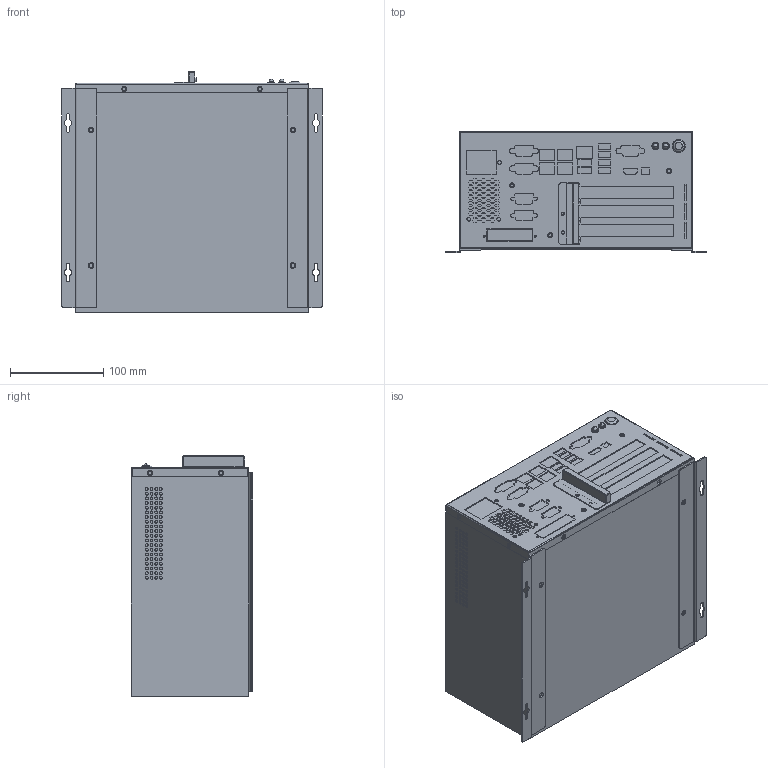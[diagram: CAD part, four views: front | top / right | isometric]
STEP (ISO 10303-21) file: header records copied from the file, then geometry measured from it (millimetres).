
FILE_DESCRIPTION (( 'STEP AP203' ), '1' );
FILE_NAME ('VC-1163-MOD.STEP', '2022-10-10T08:00:38', ( '' ), ( '' ), 'SwSTEP 2.0', 'SolidWorks 2020', '' );
FILE_SCHEMA (( 'CONFIG_CONTROL_DESIGN' ));
Length unit declared in the file: millimetre
Products named in the file (12): VC-1163(2)^VC-1163; ______^VC-1163(2)_VC-1163; led-r__A_O^led-r_VC-1163(2)_VC-1163; led_fix__A_O^led-g_VC-1163(2)_VC-1163; led-g__A_O^led-g_VC-1163(2)_VC-1163; 12mm____^VC-1163(2)_VC-1163; led_fix__A_O^led-r_VC-1163(2)_VC-1163; led-g^VC-1163(2)_VC-1163; ______-1^VC-1163(2)_VC-1163; VC-1163-MOD; led-r^VC-1163(2)_VC-1163; ____-3160^VC-1163(2)_VC-1163
Assembly tree (12 placements, depth 4):
  VC-1163-MOD
    VC-1163(2)^VC-1163
      led-g^VC-1163(2)_VC-1163
        led-g__A_O^led-g_VC-1163(2)_VC-1163
        led_fix__A_O^led-g_VC-1163(2)_VC-1163
      led-r^VC-1163(2)_VC-1163
        led-r__A_O^led-r_VC-1163(2)_VC-1163
        led_fix__A_O^led-r_VC-1163(2)_VC-1163
      ______^VC-1163(2)_VC-1163
      12mm____^VC-1163(2)_VC-1163
      ______-1^VC-1163(2)_VC-1163  x2
      ____-3160^VC-1163(2)_VC-1163
Bounding box: 279 x 130 x 257.4 mm (x, y, z)
Volume: 7728008.6 mm3; surface area: 381462.6 mm2
Topology: 10 solids, 10 shells, 2643 faces, 6455 edges, 4238 vertices
Faces by surface type: plane 1553, cylinder 1048, cone 34, sphere 4, bspline 4
Entity records: 77867 total; most frequent: DIRECTION 13587, CARTESIAN_POINT 13388, ORIENTED_EDGE 12634, EDGE_CURVE 6317, AXIS2_PLACEMENT_3D 4681, LINE 4225, VECTOR 4225, VERTEX_POINT 4154
